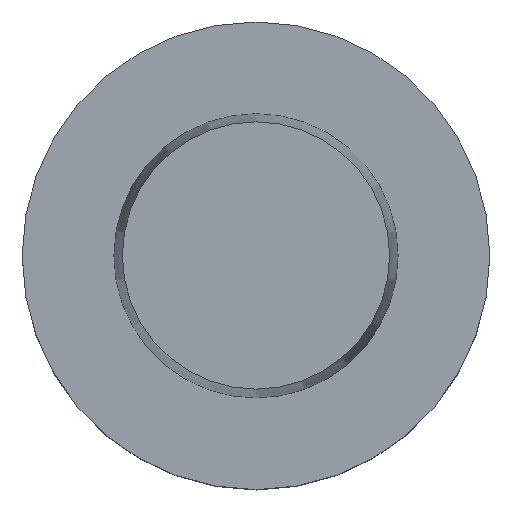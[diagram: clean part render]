
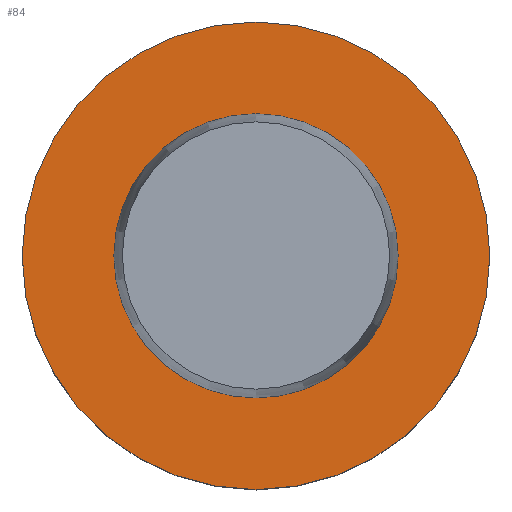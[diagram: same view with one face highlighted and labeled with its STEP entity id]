
A CAD part, top view. The second image highlights one B-rep face of the part: STEP entity #84.
In plain terms, the highlighted planar face has unit normal (0, 0, 1).
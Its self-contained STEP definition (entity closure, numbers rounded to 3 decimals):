
#84=ADVANCED_FACE('',(#123,#124),#125,.T.);
#123=FACE_OUTER_BOUND('',#184,.T.);
#124=FACE_BOUND('',#185,.T.);
#125=PLANE('',#186);
#184=EDGE_LOOP('',(#263));
#185=EDGE_LOOP('',(#264));
#186=AXIS2_PLACEMENT_3D('',#265,#266,#267);
#263=ORIENTED_EDGE('',*,*,#332,.F.);
#264=ORIENTED_EDGE('',*,*,#330,.T.);
#265=CARTESIAN_POINT('',(0.,25.325,0.));
#266=DIRECTION('',(0.,0.,1.0));
#267=DIRECTION('',(0.,-1.0,0.));
#330=EDGE_CURVE('',#358,#358,#359,.T.);
#332=EDGE_CURVE('',#362,#362,#363,.T.);
#358=VERTEX_POINT('',#398);
#359=CIRCLE('',#399,19.15);
#362=VERTEX_POINT('',#402);
#363=CIRCLE('',#403,31.5);
#398=CARTESIAN_POINT('',(0.,19.15,0.));
#399=AXIS2_PLACEMENT_3D('',#446,#447,#448);
#402=CARTESIAN_POINT('',(0.,31.5,0.));
#403=AXIS2_PLACEMENT_3D('',#452,#453,#454);
#446=CARTESIAN_POINT('',(0.0,0.0,0.0));
#447=DIRECTION('',(0.,0.,-1.0));
#448=DIRECTION('',(0.,1.0,0.));
#452=CARTESIAN_POINT('',(0.0,0.0,0.0));
#453=DIRECTION('',(0.,0.,-1.0));
#454=DIRECTION('',(0.,1.0,0.));
